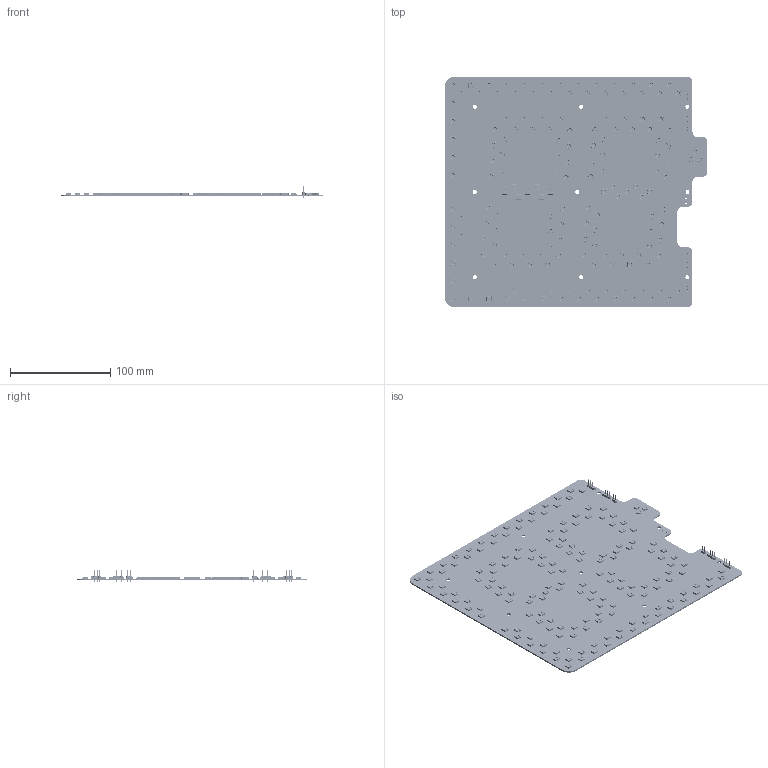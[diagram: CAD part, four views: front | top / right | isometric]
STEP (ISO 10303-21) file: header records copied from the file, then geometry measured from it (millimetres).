
FILE_DESCRIPTION(('KiCad electronic assembly'),'2;1');
FILE_NAME('ArenaTimer.step','2024-12-08T14:54:35',('Pcbnew'),('Kicad'), 'Open CASCADE STEP processor 7.8','KiCad to STEP converter','Unknown' );
FILE_SCHEMA(('AUTOMOTIVE_DESIGN { 1 0 10303 214 1 1 1 1 }'));
Length unit declared in the file: millimetre
Products named in the file (11): ArenaTimer 1; LED_WS2812B_PLCC4_5.0x5.0mm_P3.2mm; LED_WS2812B_PLCC4_50x50mm_P32mm; PinHeader_1x04_P2.54mm_Vertical; PinHeader_1x04_P254mm_Vertical; PinHeader_1x02_P2.54mm_Vertical; PinHeader_1x02_P254mm_Vertical; ArenaTimer_PCB_1; ArenaTimer_PCB_2; ArenaTimer_PCB_3; ArenaTimer_PCB_4
Assembly tree (184 placements, depth 3):
  ArenaTimer 1
    LED_WS2812B_PLCC4_5.0x5.0mm_P3.2mm  x171
      LED_WS2812B_PLCC4_50x50mm_P32mm
    PinHeader_1x04_P2.54mm_Vertical  x4
      PinHeader_1x04_P254mm_Vertical
    PinHeader_1x02_P2.54mm_Vertical  x2
      PinHeader_1x02_P254mm_Vertical
    ArenaTimer_PCB_1
    ArenaTimer_PCB_2
    ArenaTimer_PCB_3
    ArenaTimer_PCB_4
Bounding box: 262.19 x 230 x 11.54 mm (x, y, z)
Volume: 96927.3 mm3; surface area: 131867.6 mm2
Topology: 181 solids, 181 shells, 12198 faces, 35741 edges, 23432 vertices
Faces by surface type: plane 8219, cylinder 3808, cone 171
Full cylindrical faces by diameter (mm): 0.02 x3, 1 x20, 1.32 x2, 3.333 x171, 4 x9
Entity records: 11850 total; most frequent: DIRECTION 1809, CARTESIAN_POINT 1678, ORIENTED_EDGE 1470, EDGE_CURVE 735, AXIS2_PLACEMENT_3D 603, LINE 603, VECTOR 603, VERTEX_POINT 472
